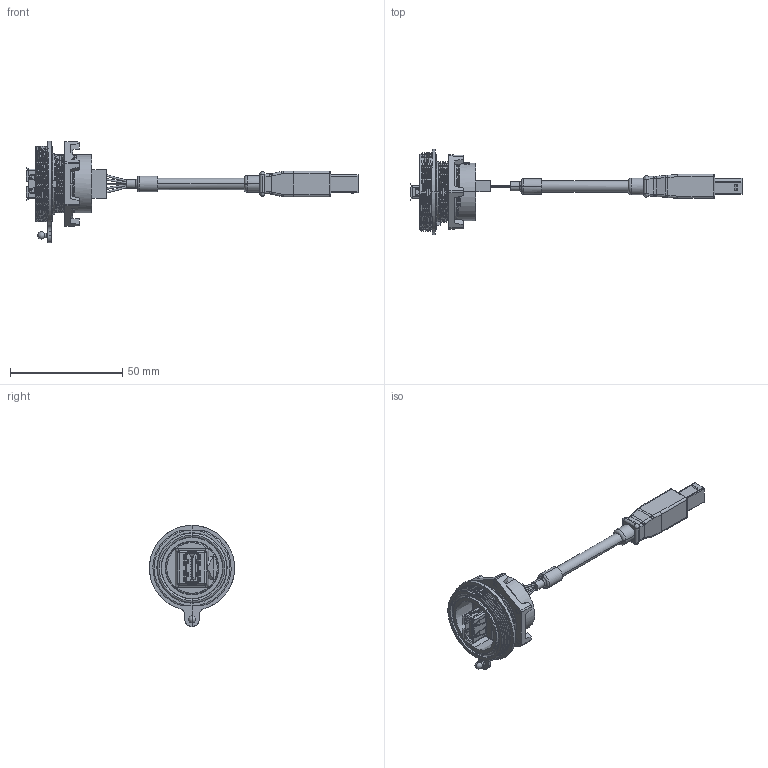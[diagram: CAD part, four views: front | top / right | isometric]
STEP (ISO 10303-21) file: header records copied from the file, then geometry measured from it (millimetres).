
FILE_DESCRIPTION(('STEP AP242'),'1');
FILE_NAME('px0844-a-0m50-b.stp','2023-04-06T16:11:46',('TraceParts'),('TraceParts S.A.'),'Spatial InterOp 3D',' ',' ');
FILE_SCHEMA(('AP242_MANAGED_MODEL_BASED_3D_ENGINEERING_MIM_LF {1 0 10303 442 1 1 4}'));
Length unit declared in the file: millimetre
Products named in the file (1): LIST_PX0844-X-0M50-X_SW0001
Bounding box: 147.93 x 37.93 x 45.09 mm (x, y, z)
Volume: 16898.7 mm3; surface area: 15965.7 mm2
Topology: 2 solids, 2 shells, 1268 faces, 3367 edges, 2127 vertices
Faces by surface type: plane 696, cylinder 317, bspline 112, cone 72, torus 61, sphere 10
Entity records: 47547 total; most frequent: CARTESIAN_POINT 17314, ORIENTED_EDGE 6730, DIRECTION 5628, EDGE_CURVE 3365, VERTEX_POINT 2128, LINE 1920, VECTOR 1920, AXIS2_PLACEMENT_3D 1854
